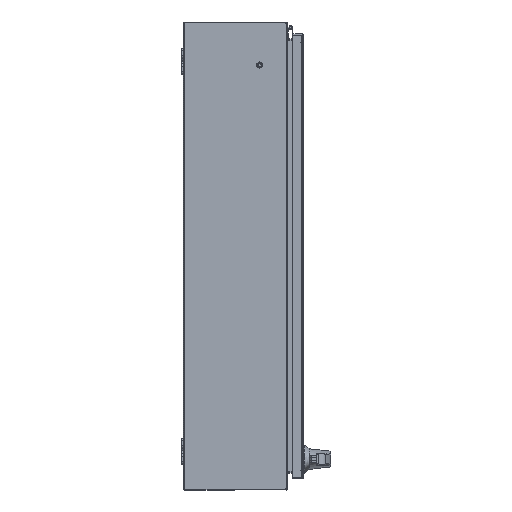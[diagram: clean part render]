
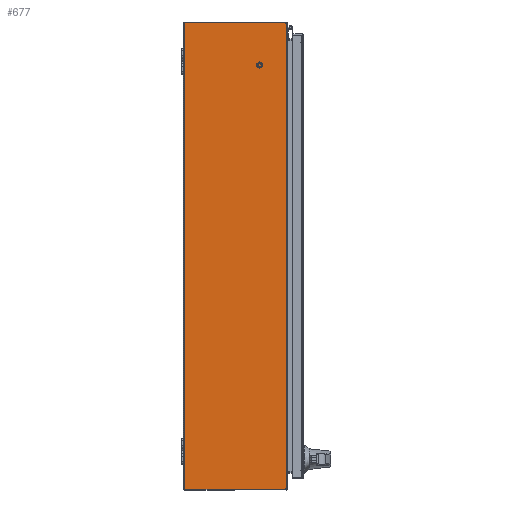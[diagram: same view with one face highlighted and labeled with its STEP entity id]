
A CAD part, front view. The second image highlights one B-rep face of the part: STEP entity #677.
In plain terms, the highlighted face is planar.
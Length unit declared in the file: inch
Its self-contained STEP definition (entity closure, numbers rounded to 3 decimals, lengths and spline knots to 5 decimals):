
#677 = ADVANCED_FACE ( 'NONE', ( #10972 ), #12995, .T. ) ;
#1854 = DIRECTION ( 'NONE',  ( -1., 0., 0. ) ) ;
#4960 = LINE ( 'NONE', #7813, #6375 ) ;
#6375 = VECTOR ( 'NONE', #64737, 39.37008 ) ;
#7813 = CARTESIAN_POINT ( 'NONE',  ( -17.92792, 39.37008, -24. ) ) ;
#8573 = AXIS2_PLACEMENT_3D ( 'NONE', #13396, #81057, #33084 ) ;
#10972 = FACE_OUTER_BOUND ( 'NONE', #92602, .T. ) ;
#12995 = PLANE ( 'NONE',  #8573 ) ;
#13396 = CARTESIAN_POINT ( 'NONE',  ( -17.892, -0.06248, -24. ) ) ;
#16586 = DIRECTION ( 'NONE',  ( 0., -1., 0. ) ) ;
#19238 = DIRECTION ( 'NONE',  ( 0., -1., 0. ) ) ;
#21189 = VERTEX_POINT ( 'NONE', #59481 ) ;
#21631 = CARTESIAN_POINT ( 'NONE',  ( 17.92792, -0.108, -24. ) ) ;
#25391 = CIRCLE ( 'NONE', #70113, 0.25 ) ;
#25769 = CARTESIAN_POINT ( 'NONE',  ( 17.92792, 39.37008, -24. ) ) ;
#27985 = DIRECTION ( 'NONE',  ( 0., 0., 1. ) ) ;
#32534 = ORIENTED_EDGE ( 'NONE', *, *, #40981, .F. ) ;
#33084 = DIRECTION ( 'NONE',  ( 0., 1., 0. ) ) ;
#33402 = EDGE_CURVE ( 'NONE', #111135, #119783, #123632, .T. ) ;
#35391 = CARTESIAN_POINT ( 'NONE',  ( -17.892, -0.108, -24. ) ) ;
#39858 = CARTESIAN_POINT ( 'NONE',  ( -17.892, -7.892, -24. ) ) ;
#40867 = DIRECTION ( 'NONE',  ( 0., 0., 1. ) ) ;
#40981 = EDGE_CURVE ( 'NONE', #58208, #112069, #119347, .T. ) ;
#41745 = CARTESIAN_POINT ( 'NONE',  ( -17.92792, -7.77404, -24. ) ) ;
#53035 = CARTESIAN_POINT ( 'NONE',  ( 17.89834, -7.892, -24. ) ) ;
#58194 = VECTOR ( 'NONE', #120900, 39.37008 ) ;
#58208 = VERTEX_POINT ( 'NONE', #41745 ) ;
#59481 = CARTESIAN_POINT ( 'NONE',  ( -17.92792, -0.108, -24. ) ) ;
#63992 = VECTOR ( 'NONE', #16586, 39.37008 ) ;
#64177 = LINE ( 'NONE', #35391, #58194 ) ;
#64737 = DIRECTION ( 'NONE',  ( 0., -1., 0. ) ) ;
#70113 = AXIS2_PLACEMENT_3D ( 'NONE', #86424, #27985, #19238 ) ;
#70160 = EDGE_CURVE ( 'NONE', #110802, #119783, #25391, .T. ) ;
#70689 = EDGE_CURVE ( 'NONE', #21189, #111135, #64177, .T. ) ;
#71972 = ORIENTED_EDGE ( 'NONE', *, *, #70160, .F. ) ;
#72924 = AXIS2_PLACEMENT_3D ( 'NONE', #115981, #40867, #107153 ) ;
#73285 = ORIENTED_EDGE ( 'NONE', *, *, #119932, .F. ) ;
#78952 = CARTESIAN_POINT ( 'NONE',  ( -17.89834, -7.892, -24. ) ) ;
#81057 = DIRECTION ( 'NONE',  ( 0., 0., -1. ) ) ;
#81554 = VECTOR ( 'NONE', #1854, 39.37008 ) ;
#81701 = ORIENTED_EDGE ( 'NONE', *, *, #33402, .T. ) ;
#86424 = CARTESIAN_POINT ( 'NONE',  ( 17.67792, -7.77404, -24. ) ) ;
#91798 = CARTESIAN_POINT ( 'NONE',  ( 17.92792, -7.77404, -24. ) ) ;
#92602 = EDGE_LOOP ( 'NONE', ( #73285, #122992, #81701, #71972, #114998, #32534 ) ) ;
#107153 = DIRECTION ( 'NONE',  ( 0., -1., 0. ) ) ;
#109868 = LINE ( 'NONE', #39858, #81554 ) ;
#109948 = EDGE_CURVE ( 'NONE', #110802, #112069, #109868, .T. ) ;
#110802 = VERTEX_POINT ( 'NONE', #53035 ) ;
#111135 = VERTEX_POINT ( 'NONE', #21631 ) ;
#112069 = VERTEX_POINT ( 'NONE', #78952 ) ;
#114998 = ORIENTED_EDGE ( 'NONE', *, *, #109948, .T. ) ;
#115981 = CARTESIAN_POINT ( 'NONE',  ( -17.67792, -7.77404, -24. ) ) ;
#119347 = CIRCLE ( 'NONE', #72924, 0.25 ) ;
#119783 = VERTEX_POINT ( 'NONE', #91798 ) ;
#119932 = EDGE_CURVE ( 'NONE', #21189, #58208, #4960, .T. ) ;
#120900 = DIRECTION ( 'NONE',  ( 1., 0., 0. ) ) ;
#122992 = ORIENTED_EDGE ( 'NONE', *, *, #70689, .T. ) ;
#123632 = LINE ( 'NONE', #25769, #63992 ) ;
